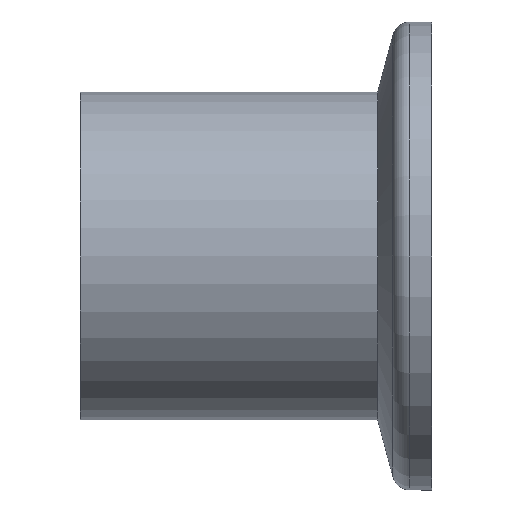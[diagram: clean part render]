
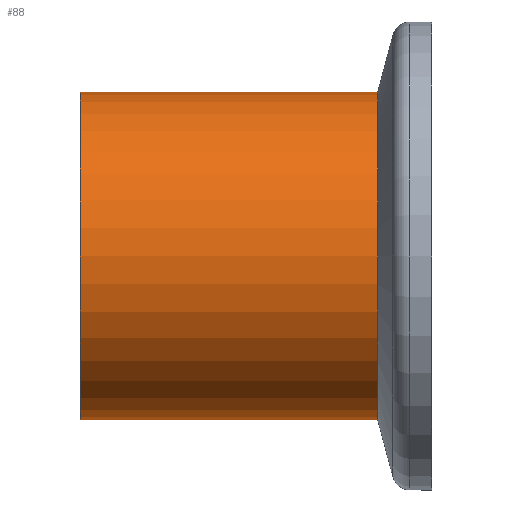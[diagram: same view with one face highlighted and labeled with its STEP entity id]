
A CAD part, left-side view. The second image highlights one B-rep face of the part: STEP entity #88.
In plain terms, the highlighted cylindrical face has radius 14 mm (diameter 28 mm), a partial arc.
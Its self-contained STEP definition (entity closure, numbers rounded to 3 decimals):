
#2 = VERTEX_POINT ( 'NONE', #281 ) ;
#14 = EDGE_CURVE ( 'NONE', #170, #152, #284, .T. ) ;
#73 = EDGE_CURVE ( 'NONE', #160, #152, #304, .T. ) ;
#76 = ORIENTED_EDGE ( 'NONE', *, *, #165, .F. ) ;
#82 = ORIENTED_EDGE ( 'NONE', *, *, #84, .T. ) ;
#84 = EDGE_CURVE ( 'NONE', #2, #170, #306, .T. ) ;
#85 = ORIENTED_EDGE ( 'NONE', *, *, #73, .F. ) ;
#87 = ORIENTED_EDGE ( 'NONE', *, *, #14, .T. ) ;
#88 = ADVANCED_FACE ( 'NONE', ( #331 ), #305, .T. ) ;
#90 = EDGE_LOOP ( 'NONE', ( #76, #82, #87, #85 ) ) ;
#114 = VECTOR ( 'NONE', #118, 1000. ) ;
#118 = DIRECTION ( 'NONE',  ( 0., -1., 0. ) ) ;
#152 = VERTEX_POINT ( 'NONE', #387 ) ;
#160 = VERTEX_POINT ( 'NONE', #402 ) ;
#165 = EDGE_CURVE ( 'NONE', #2, #160, #344, .T. ) ;
#170 = VERTEX_POINT ( 'NONE', #415 ) ;
#236 = CARTESIAN_POINT ( 'NONE',  ( 0., -10.653, -14. ) ) ;
#238 = VECTOR ( 'NONE', #280, 1000. ) ;
#280 = DIRECTION ( 'NONE',  ( 0., -1., 0. ) ) ;
#281 = CARTESIAN_POINT ( 'NONE',  ( 0., 30., 14. ) ) ;
#284 = LINE ( 'NONE', #236, #238 ) ;
#299 = CARTESIAN_POINT ( 'NONE',  ( 0., 4.608, 0. ) ) ;
#304 = CIRCLE ( 'NONE', #315, 14. ) ;
#305 = CYLINDRICAL_SURFACE ( 'NONE', #328, 14. ) ;
#306 = CIRCLE ( 'NONE', #326, 14. ) ;
#308 = DIRECTION ( 'NONE',  ( 0., -1., 0. ) ) ;
#309 = CARTESIAN_POINT ( 'NONE',  ( 0., -10.653, 0. ) ) ;
#311 = DIRECTION ( 'NONE',  ( 0., 0., -1. ) ) ;
#315 = AXIS2_PLACEMENT_3D ( 'NONE', #299, #316, #311 ) ;
#316 = DIRECTION ( 'NONE',  ( 0., -1., 0. ) ) ;
#318 = DIRECTION ( 'NONE',  ( 0., 0., -1. ) ) ;
#323 = DIRECTION ( 'NONE',  ( 0., 0., -1. ) ) ;
#324 = DIRECTION ( 'NONE',  ( 0., -1., 0. ) ) ;
#325 = CARTESIAN_POINT ( 'NONE',  ( 0., 30., 0. ) ) ;
#326 = AXIS2_PLACEMENT_3D ( 'NONE', #325, #324, #323 ) ;
#328 = AXIS2_PLACEMENT_3D ( 'NONE', #309, #308, #318 ) ;
#331 = FACE_OUTER_BOUND ( 'NONE', #90, .T. ) ;
#336 = CARTESIAN_POINT ( 'NONE',  ( 0., -10.653, 14. ) ) ;
#344 = LINE ( 'NONE', #336, #114 ) ;
#387 = CARTESIAN_POINT ( 'NONE',  ( 0., 4.608, -14. ) ) ;
#402 = CARTESIAN_POINT ( 'NONE',  ( 0., 4.608, 14. ) ) ;
#415 = CARTESIAN_POINT ( 'NONE',  ( 0., 30., -14. ) ) ;
